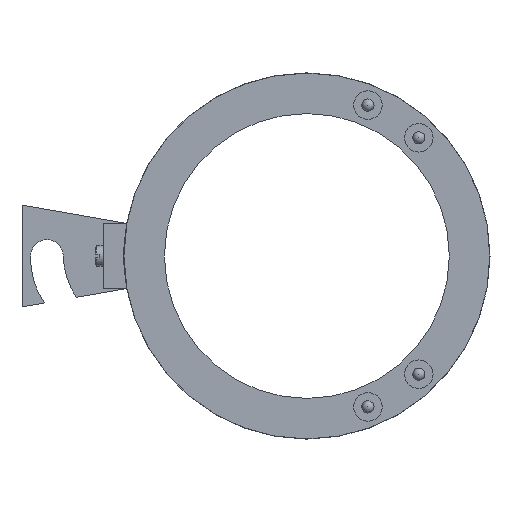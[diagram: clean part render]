
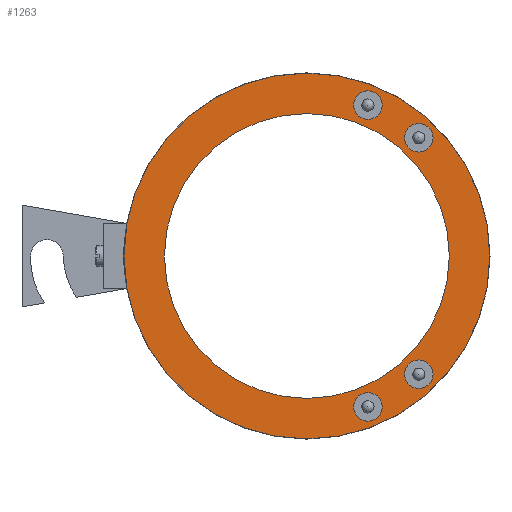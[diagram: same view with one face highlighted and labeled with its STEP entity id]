
A CAD part, left-side view. The second image highlights one B-rep face of the part: STEP entity #1263.
In plain terms, the highlighted planar face has unit normal (-1, 0, 0).
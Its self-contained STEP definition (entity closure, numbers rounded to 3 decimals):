
#42=FACE_BOUND('',#389,.T.);
#43=FACE_BOUND('',#390,.T.);
#44=FACE_BOUND('',#391,.T.);
#45=FACE_BOUND('',#392,.T.);
#46=FACE_BOUND('',#393,.T.);
#83=PLANE('',#1446);
#303=FACE_OUTER_BOUND('',#388,.T.);
#388=EDGE_LOOP('',(#1099));
#389=EDGE_LOOP('',(#1100,#1101));
#390=EDGE_LOOP('',(#1102,#1103));
#391=EDGE_LOOP('',(#1104,#1105));
#392=EDGE_LOOP('',(#1106,#1107));
#393=EDGE_LOOP('',(#1108,#1109));
#441=CIRCLE('',#1350,1.5);
#442=CIRCLE('',#1351,1.5);
#443=CIRCLE('',#1353,1.5);
#444=CIRCLE('',#1354,1.5);
#445=CIRCLE('',#1356,1.5);
#446=CIRCLE('',#1357,1.5);
#447=CIRCLE('',#1359,1.5);
#448=CIRCLE('',#1360,1.5);
#476=CIRCLE('',#1418,44.95);
#493=CIRCLE('',#1447,35.);
#494=CIRCLE('',#1448,35.);
#539=VERTEX_POINT('',#1968);
#540=VERTEX_POINT('',#1970);
#541=VERTEX_POINT('',#1974);
#542=VERTEX_POINT('',#1976);
#543=VERTEX_POINT('',#1980);
#544=VERTEX_POINT('',#1982);
#545=VERTEX_POINT('',#1986);
#546=VERTEX_POINT('',#1988);
#600=VERTEX_POINT('',#2393);
#617=VERTEX_POINT('',#2445);
#618=VERTEX_POINT('',#2446);
#672=EDGE_CURVE('',#540,#539,#441,.T.);
#673=EDGE_CURVE('',#539,#540,#442,.T.);
#675=EDGE_CURVE('',#542,#541,#443,.T.);
#676=EDGE_CURVE('',#541,#542,#444,.T.);
#678=EDGE_CURVE('',#544,#543,#445,.T.);
#679=EDGE_CURVE('',#543,#544,#446,.T.);
#681=EDGE_CURVE('',#546,#545,#447,.T.);
#682=EDGE_CURVE('',#545,#546,#448,.T.);
#763=EDGE_CURVE('',#600,#600,#476,.T.);
#785=EDGE_CURVE('',#617,#618,#493,.T.);
#786=EDGE_CURVE('',#618,#617,#494,.T.);
#1099=ORIENTED_EDGE('',*,*,#763,.T.);
#1100=ORIENTED_EDGE('',*,*,#672,.T.);
#1101=ORIENTED_EDGE('',*,*,#673,.T.);
#1102=ORIENTED_EDGE('',*,*,#675,.T.);
#1103=ORIENTED_EDGE('',*,*,#676,.T.);
#1104=ORIENTED_EDGE('',*,*,#678,.T.);
#1105=ORIENTED_EDGE('',*,*,#679,.T.);
#1106=ORIENTED_EDGE('',*,*,#681,.T.);
#1107=ORIENTED_EDGE('',*,*,#682,.T.);
#1108=ORIENTED_EDGE('',*,*,#785,.T.);
#1109=ORIENTED_EDGE('',*,*,#786,.T.);
#1263=ADVANCED_FACE('',(#303,#42,#43,#44,#45,#46),#83,.F.);
#1350=AXIS2_PLACEMENT_3D('',#1971,#1591,#1592);
#1351=AXIS2_PLACEMENT_3D('',#1972,#1593,#1594);
#1353=AXIS2_PLACEMENT_3D('',#1977,#1598,#1599);
#1354=AXIS2_PLACEMENT_3D('',#1978,#1600,#1601);
#1356=AXIS2_PLACEMENT_3D('',#1983,#1605,#1606);
#1357=AXIS2_PLACEMENT_3D('',#1984,#1607,#1608);
#1359=AXIS2_PLACEMENT_3D('',#1989,#1612,#1613);
#1360=AXIS2_PLACEMENT_3D('',#1990,#1614,#1615);
#1418=AXIS2_PLACEMENT_3D('',#2395,#1775,#1776);
#1446=AXIS2_PLACEMENT_3D('',#2444,#1836,#1837);
#1447=AXIS2_PLACEMENT_3D('',#2447,#1838,#1839);
#1448=AXIS2_PLACEMENT_3D('',#2448,#1840,#1841);
#1591=DIRECTION('center_axis',(1.,0.,0.));
#1592=DIRECTION('ref_axis',(0.,0.,1.));
#1593=DIRECTION('center_axis',(1.,0.,0.));
#1594=DIRECTION('ref_axis',(0.,0.,1.));
#1598=DIRECTION('center_axis',(1.,0.,0.));
#1599=DIRECTION('ref_axis',(0.,0.,1.));
#1600=DIRECTION('center_axis',(1.,0.,0.));
#1601=DIRECTION('ref_axis',(0.,0.,1.));
#1605=DIRECTION('center_axis',(1.,0.,0.));
#1606=DIRECTION('ref_axis',(0.,0.,1.));
#1607=DIRECTION('center_axis',(1.,0.,0.));
#1608=DIRECTION('ref_axis',(0.,0.,1.));
#1612=DIRECTION('center_axis',(1.,0.,0.));
#1613=DIRECTION('ref_axis',(0.,0.,1.));
#1614=DIRECTION('center_axis',(1.,0.,0.));
#1615=DIRECTION('ref_axis',(0.,0.,1.));
#1775=DIRECTION('center_axis',(-1.,0.,0.));
#1776=DIRECTION('ref_axis',(0.,0.,-1.));
#1836=DIRECTION('center_axis',(1.,0.,0.));
#1837=DIRECTION('ref_axis',(0.,0.,-1.));
#1838=DIRECTION('center_axis',(1.,0.,0.));
#1839=DIRECTION('ref_axis',(0.,0.,1.));
#1840=DIRECTION('center_axis',(1.,0.,0.));
#1841=DIRECTION('ref_axis',(0.,0.,1.));
#1968=CARTESIAN_POINT('',(-273.5,-27.5,35.581));
#1970=CARTESIAN_POINT('',(-273.5,-27.5,38.581));
#1971=CARTESIAN_POINT('Origin',(-273.5,-27.5,37.081));
#1972=CARTESIAN_POINT('Origin',(-273.5,-27.5,37.081));
#1974=CARTESIAN_POINT('',(-273.5,-40.,-30.547));
#1976=CARTESIAN_POINT('',(-273.5,-40.,-27.547));
#1977=CARTESIAN_POINT('Origin',(-273.5,-40.,-29.047));
#1978=CARTESIAN_POINT('Origin',(-273.5,-40.,-29.047));
#1980=CARTESIAN_POINT('',(-273.5,-40.,27.547));
#1982=CARTESIAN_POINT('',(-273.5,-40.,30.547));
#1983=CARTESIAN_POINT('Origin',(-273.5,-40.,29.047));
#1984=CARTESIAN_POINT('Origin',(-273.5,-40.,29.047));
#1986=CARTESIAN_POINT('',(-273.5,-27.5,-38.581));
#1988=CARTESIAN_POINT('',(-273.5,-27.5,-35.581));
#1989=CARTESIAN_POINT('Origin',(-273.5,-27.5,-37.081));
#1990=CARTESIAN_POINT('Origin',(-273.5,-27.5,-37.081));
#2393=CARTESIAN_POINT('',(-273.5,-12.5,44.95));
#2395=CARTESIAN_POINT('Origin',(-273.5,-12.5,0.));
#2444=CARTESIAN_POINT('Origin',(-273.5,-12.5,0.));
#2445=CARTESIAN_POINT('',(-273.5,-12.5,-35.));
#2446=CARTESIAN_POINT('',(-273.5,22.5,0.));
#2447=CARTESIAN_POINT('Origin',(-273.5,-12.5,0.));
#2448=CARTESIAN_POINT('Origin',(-273.5,-12.5,0.));
